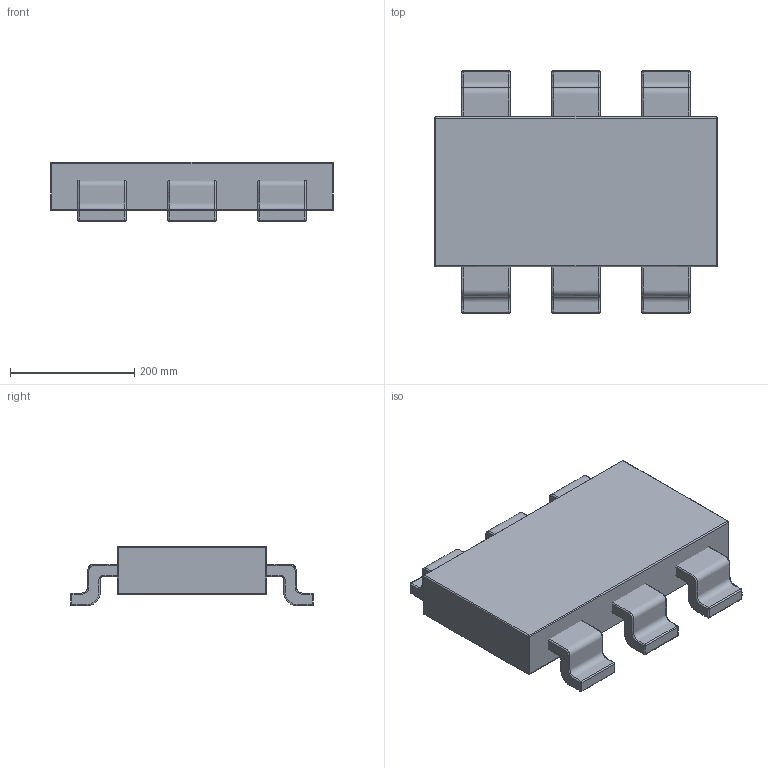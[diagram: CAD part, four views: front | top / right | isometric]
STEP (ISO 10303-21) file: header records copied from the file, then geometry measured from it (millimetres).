
FILE_DESCRIPTION(/* description */ (''),/* implementation_level */ '2;1');
FILE_NAME(/* name */ 'SOT-363',/* time_stamp */ '2019-10-29T10:39:45+08:00',/* author */ (''),/* organization */ (''),/* preprocessor_version */ 'ST-DEVELOPER v10',/* originating_system */ '',/* authorisation */ '');
FILE_SCHEMA (('CONFIG_CONTROL_DESIGN'));
Length unit declared in the file: centimetre
Products named in the file (1): 1
Bounding box: 454.38 x 390.01 x 94.88 mm (x, y, z)
Volume: 9641433.7 mm3; surface area: 484870 mm2
Topology: 7 solids, 7 shells, 200 faces, 381 edges, 195 vertices
Faces by surface type: bspline 200
Entity records: 7755 total; most frequent: CARTESIAN_POINT 5676, ORIENTED_EDGE 756, EDGE_CURVE 378, ADVANCED_FACE 200, FACE_OUTER_BOUND 200, EDGE_LOOP 200, VERTEX_POINT 192, B_SPLINE_SURFACE_WITH_KNOTS 36
